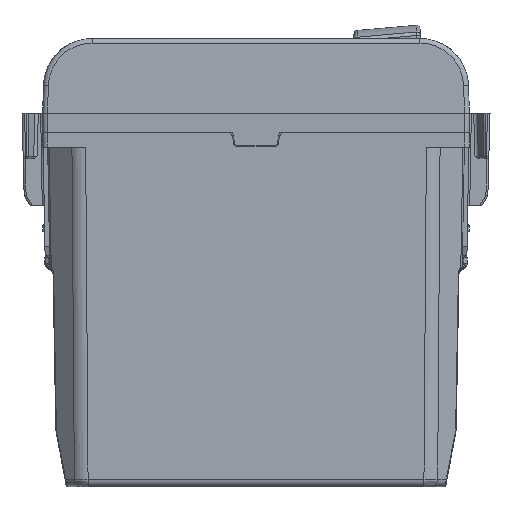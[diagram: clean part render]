
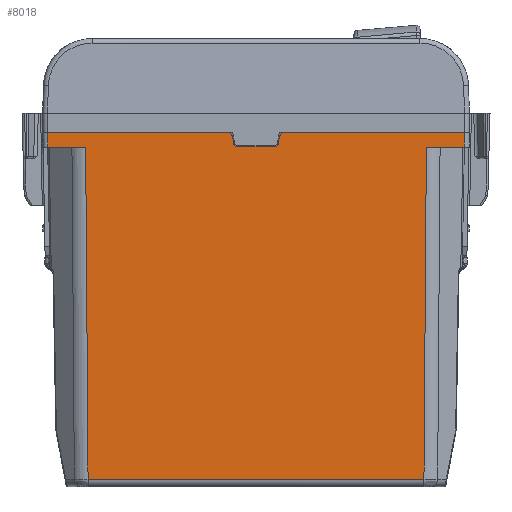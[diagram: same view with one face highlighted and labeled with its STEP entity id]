
A CAD part, left-side view. The second image highlights one B-rep face of the part: STEP entity #8018.
In plain terms, the highlighted planar face has unit normal (-1, 0, -0.018).
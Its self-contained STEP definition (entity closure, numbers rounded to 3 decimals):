
#7884=AXIS2_PLACEMENT_3D('Plane Axis2P3D',#7881,#7882,#7883) ;
#2452=CARTESIAN_POINT('Vertex',(-21.477,-17.313,-34.214)) ;
#2475=CARTESIAN_POINT('Line Origine',(-21.477,0.,-34.214)) ;
#2479=CARTESIAN_POINT('Vertex',(-21.477,17.313,-34.214)) ;
#7865=CARTESIAN_POINT('Vertex',(-22.074,-17.561,0.)) ;
#7868=CARTESIAN_POINT('Line Origine',(-21.781,-17.44,-16.75)) ;
#7881=CARTESIAN_POINT('Axis2P3D Location',(-22.1,0.,1.5)) ;
#7887=CARTESIAN_POINT('Control Point',(-22.074,-21.474,0.)) ;
#7888=CARTESIAN_POINT('Control Point',(-22.074,-17.561,0.)) ;
#7889=CARTESIAN_POINT('Vertex',(-22.074,-21.474,0.)) ;
#7893=CARTESIAN_POINT('Control Point',(-22.074,-21.474,0.)) ;
#7894=CARTESIAN_POINT('Control Point',(-22.1,-21.5,1.5)) ;
#7895=CARTESIAN_POINT('Vertex',(-22.1,-21.5,1.5)) ;
#7898=CARTESIAN_POINT('Line Origine',(-22.1,0.,1.5)) ;
#7902=CARTESIAN_POINT('Vertex',(-22.1,-7.082,1.5)) ;
#7905=CARTESIAN_POINT('Line Origine',(-22.1,0.,1.5)) ;
#7909=CARTESIAN_POINT('Vertex',(-22.1,-2.916,1.5)) ;
#7913=CARTESIAN_POINT('Control Point',(-22.093,-2.424,1.087)) ;
#7914=CARTESIAN_POINT('Control Point',(-22.096,-2.454,1.259)) ;
#7915=CARTESIAN_POINT('Control Point',(-22.099,-2.566,1.418)) ;
#7916=CARTESIAN_POINT('Control Point',(-22.1,-2.742,1.5)) ;
#7917=CARTESIAN_POINT('Control Point',(-22.1,-2.916,1.5)) ;
#7918=CARTESIAN_POINT('Vertex',(-22.093,-2.424,1.087)) ;
#7922=CARTESIAN_POINT('Control Point',(-22.078,-2.279,0.265)) ;
#7923=CARTESIAN_POINT('Control Point',(-22.093,-2.424,1.087)) ;
#7924=CARTESIAN_POINT('Vertex',(-22.078,-2.279,0.265)) ;
#7928=CARTESIAN_POINT('Control Point',(-22.076,-2.082,0.1)) ;
#7929=CARTESIAN_POINT('Control Point',(-22.076,-2.152,0.1)) ;
#7930=CARTESIAN_POINT('Control Point',(-22.076,-2.222,0.133)) ;
#7931=CARTESIAN_POINT('Control Point',(-22.077,-2.267,0.197)) ;
#7932=CARTESIAN_POINT('Control Point',(-22.078,-2.279,0.265)) ;
#7933=CARTESIAN_POINT('Vertex',(-22.076,-2.082,0.1)) ;
#7936=CARTESIAN_POINT('Line Origine',(-22.076,0.,0.1)) ;
#7940=CARTESIAN_POINT('Vertex',(-22.076,2.082,0.1)) ;
#7944=CARTESIAN_POINT('Control Point',(-22.076,2.082,0.1)) ;
#7945=CARTESIAN_POINT('Control Point',(-22.076,2.152,0.1)) ;
#7946=CARTESIAN_POINT('Control Point',(-22.076,2.222,0.133)) ;
#7947=CARTESIAN_POINT('Control Point',(-22.077,2.267,0.197)) ;
#7948=CARTESIAN_POINT('Control Point',(-22.078,2.279,0.265)) ;
#7949=CARTESIAN_POINT('Vertex',(-22.078,2.279,0.265)) ;
#7953=CARTESIAN_POINT('Control Point',(-22.093,2.424,1.087)) ;
#7954=CARTESIAN_POINT('Control Point',(-22.078,2.279,0.265)) ;
#7955=CARTESIAN_POINT('Vertex',(-22.093,2.424,1.087)) ;
#7959=CARTESIAN_POINT('Control Point',(-22.093,2.424,1.087)) ;
#7960=CARTESIAN_POINT('Control Point',(-22.096,2.454,1.259)) ;
#7961=CARTESIAN_POINT('Control Point',(-22.099,2.566,1.418)) ;
#7962=CARTESIAN_POINT('Control Point',(-22.1,2.742,1.5)) ;
#7963=CARTESIAN_POINT('Control Point',(-22.1,2.916,1.5)) ;
#7964=CARTESIAN_POINT('Vertex',(-22.1,2.916,1.5)) ;
#7967=CARTESIAN_POINT('Line Origine',(-22.1,0.,1.5)) ;
#7971=CARTESIAN_POINT('Vertex',(-22.1,6.869,1.5)) ;
#7974=CARTESIAN_POINT('Line Origine',(-22.1,0.,1.5)) ;
#7978=CARTESIAN_POINT('Vertex',(-22.1,21.5,1.5)) ;
#7982=CARTESIAN_POINT('Control Point',(-22.074,21.474,0.)) ;
#7983=CARTESIAN_POINT('Control Point',(-22.1,21.5,1.5)) ;
#7984=CARTESIAN_POINT('Vertex',(-22.074,21.474,0.)) ;
#7987=CARTESIAN_POINT('Line Origine',(-22.074,0.,0.)) ;
#7991=CARTESIAN_POINT('Vertex',(-22.074,17.561,0.)) ;
#7995=CARTESIAN_POINT('Control Point',(-21.477,17.313,-34.214)) ;
#7996=CARTESIAN_POINT('Control Point',(-22.074,17.561,0.)) ;
#2476=DIRECTION('Vector Direction',(0.,1.,0.)) ;
#7869=DIRECTION('Vector Direction',(-0.017,-0.007,1.)) ;
#7882=DIRECTION('Axis2P3D Direction',(1.,0.,0.017)) ;
#7883=DIRECTION('Axis2P3D XDirection',(0.,1.,0.)) ;
#7899=DIRECTION('Vector Direction',(0.,1.,0.)) ;
#7906=DIRECTION('Vector Direction',(0.,1.,0.)) ;
#7937=DIRECTION('Vector Direction',(0.,1.,0.)) ;
#7968=DIRECTION('Vector Direction',(0.,1.,0.)) ;
#7975=DIRECTION('Vector Direction',(0.,1.,0.)) ;
#7988=DIRECTION('Vector Direction',(0.,1.,0.)) ;
#2477=VECTOR('Line Direction',#2476,1.) ;
#7870=VECTOR('Line Direction',#7869,1.) ;
#7900=VECTOR('Line Direction',#7899,1.) ;
#7907=VECTOR('Line Direction',#7906,1.) ;
#7938=VECTOR('Line Direction',#7937,1.) ;
#7969=VECTOR('Line Direction',#7968,1.) ;
#7976=VECTOR('Line Direction',#7975,1.) ;
#7989=VECTOR('Line Direction',#7988,1.) ;
#7999=ORIENTED_EDGE('',*,*,#2481,.F.) ;
#8000=ORIENTED_EDGE('',*,*,#7872,.T.) ;
#8001=ORIENTED_EDGE('',*,*,#7891,.F.) ;
#8002=ORIENTED_EDGE('',*,*,#7897,.T.) ;
#8003=ORIENTED_EDGE('',*,*,#7904,.F.) ;
#8004=ORIENTED_EDGE('',*,*,#7911,.F.) ;
#8005=ORIENTED_EDGE('',*,*,#7920,.F.) ;
#8006=ORIENTED_EDGE('',*,*,#7926,.F.) ;
#8007=ORIENTED_EDGE('',*,*,#7935,.T.) ;
#8008=ORIENTED_EDGE('',*,*,#7942,.F.) ;
#8009=ORIENTED_EDGE('',*,*,#7951,.T.) ;
#8010=ORIENTED_EDGE('',*,*,#7957,.F.) ;
#8011=ORIENTED_EDGE('',*,*,#7966,.F.) ;
#8012=ORIENTED_EDGE('',*,*,#7973,.F.) ;
#8013=ORIENTED_EDGE('',*,*,#7980,.F.) ;
#8014=ORIENTED_EDGE('',*,*,#7986,.F.) ;
#8015=ORIENTED_EDGE('',*,*,#7993,.F.) ;
#8016=ORIENTED_EDGE('',*,*,#7997,.F.) ;
#8018=ADVANCED_FACE('PartBody',(#8017),#7885,.F.) ;
#7886=B_SPLINE_CURVE_WITH_KNOTS('',1,(#7887,#7888),.UNSPECIFIED.,.F.,.U.,(2,2),(-3.499,0.414),.UNSPECIFIED.) ;
#7892=B_SPLINE_CURVE_WITH_KNOTS('',1,(#7893,#7894),.UNSPECIFIED.,.F.,.U.,(2,2),(16.755,18.256),.UNSPECIFIED.) ;
#7912=B_SPLINE_CURVE_WITH_KNOTS('',4,(#7913,#7914,#7915,#7916,#7917),.UNSPECIFIED.,.F.,.U.,(5,5),(0.,0.987),.UNSPECIFIED.) ;
#7921=B_SPLINE_CURVE_WITH_KNOTS('',1,(#7922,#7923),.UNSPECIFIED.,.F.,.U.,(2,2),(-0.543,0.291),.UNSPECIFIED.) ;
#7927=B_SPLINE_CURVE_WITH_KNOTS('',4,(#7928,#7929,#7930,#7931,#7932),.UNSPECIFIED.,.F.,.U.,(5,5),(0.,0.394),.UNSPECIFIED.) ;
#7943=B_SPLINE_CURVE_WITH_KNOTS('',4,(#7944,#7945,#7946,#7947,#7948),.UNSPECIFIED.,.F.,.U.,(5,5),(0.,0.394),.UNSPECIFIED.) ;
#7952=B_SPLINE_CURVE_WITH_KNOTS('',1,(#7953,#7954),.UNSPECIFIED.,.F.,.U.,(2,2),(-0.291,0.543),.UNSPECIFIED.) ;
#7958=B_SPLINE_CURVE_WITH_KNOTS('',4,(#7959,#7960,#7961,#7962,#7963),.UNSPECIFIED.,.F.,.U.,(5,5),(0.,0.987),.UNSPECIFIED.) ;
#7981=B_SPLINE_CURVE_WITH_KNOTS('',1,(#7982,#7983),.UNSPECIFIED.,.F.,.U.,(2,2),(16.755,18.256),.UNSPECIFIED.) ;
#7994=B_SPLINE_CURVE_WITH_KNOTS('',1,(#7995,#7996),.UNSPECIFIED.,.F.,.U.,(2,2),(-17.467,16.753),.UNSPECIFIED.) ;
#2481=EDGE_CURVE('',#2453,#2480,#2478,.T.) ;
#7872=EDGE_CURVE('',#2453,#7866,#7871,.T.) ;
#7891=EDGE_CURVE('',#7890,#7866,#7886,.T.) ;
#7897=EDGE_CURVE('',#7890,#7896,#7892,.T.) ;
#7904=EDGE_CURVE('',#7903,#7896,#7901,.F.) ;
#7911=EDGE_CURVE('',#7910,#7903,#7908,.F.) ;
#7920=EDGE_CURVE('',#7919,#7910,#7912,.T.) ;
#7926=EDGE_CURVE('',#7925,#7919,#7921,.T.) ;
#7935=EDGE_CURVE('',#7925,#7934,#7927,.F.) ;
#7942=EDGE_CURVE('',#7941,#7934,#7939,.F.) ;
#7951=EDGE_CURVE('',#7941,#7950,#7943,.T.) ;
#7957=EDGE_CURVE('',#7956,#7950,#7952,.T.) ;
#7966=EDGE_CURVE('',#7965,#7956,#7958,.F.) ;
#7973=EDGE_CURVE('',#7972,#7965,#7970,.F.) ;
#7980=EDGE_CURVE('',#7979,#7972,#7977,.F.) ;
#7986=EDGE_CURVE('',#7985,#7979,#7981,.T.) ;
#7993=EDGE_CURVE('',#7992,#7985,#7990,.T.) ;
#7997=EDGE_CURVE('',#2480,#7992,#7994,.T.) ;
#7998=EDGE_LOOP('',(#7999,#8000,#8001,#8002,#8003,#8004,#8005,#8006,#8007,#8008,#8009,#8010,#8011,#8012,#8013,#8014,#8015,#8016)) ;
#8017=FACE_OUTER_BOUND('',#7998,.T.) ;
#2478=LINE('Line',#2475,#2477) ;
#7871=LINE('Line',#7868,#7870) ;
#7901=LINE('Line',#7898,#7900) ;
#7908=LINE('Line',#7905,#7907) ;
#7939=LINE('Line',#7936,#7938) ;
#7970=LINE('Line',#7967,#7969) ;
#7977=LINE('Line',#7974,#7976) ;
#7990=LINE('Line',#7987,#7989) ;
#7885=PLANE('',#7884) ;
#2453=VERTEX_POINT('',#2452) ;
#2480=VERTEX_POINT('',#2479) ;
#7866=VERTEX_POINT('',#7865) ;
#7890=VERTEX_POINT('',#7889) ;
#7896=VERTEX_POINT('',#7895) ;
#7903=VERTEX_POINT('',#7902) ;
#7910=VERTEX_POINT('',#7909) ;
#7919=VERTEX_POINT('',#7918) ;
#7925=VERTEX_POINT('',#7924) ;
#7934=VERTEX_POINT('',#7933) ;
#7941=VERTEX_POINT('',#7940) ;
#7950=VERTEX_POINT('',#7949) ;
#7956=VERTEX_POINT('',#7955) ;
#7965=VERTEX_POINT('',#7964) ;
#7972=VERTEX_POINT('',#7971) ;
#7979=VERTEX_POINT('',#7978) ;
#7985=VERTEX_POINT('',#7984) ;
#7992=VERTEX_POINT('',#7991) ;
